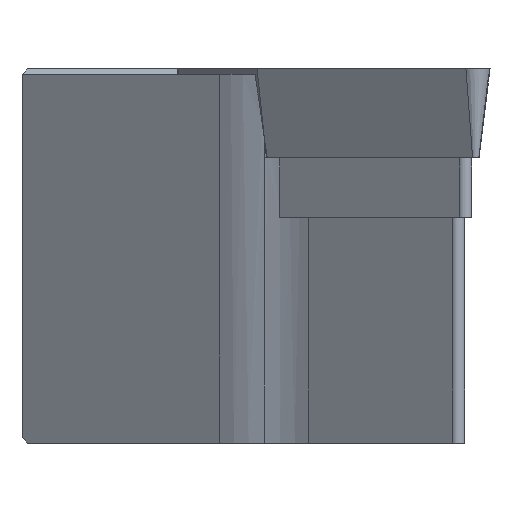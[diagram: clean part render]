
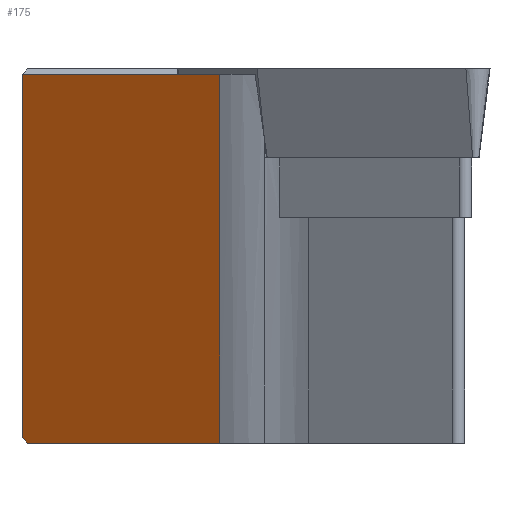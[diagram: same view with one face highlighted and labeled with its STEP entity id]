
A CAD part, left-side view. The second image highlights one B-rep face of the part: STEP entity #175.
In plain terms, the highlighted planar face has unit normal (-0.793, 0.609, 0).
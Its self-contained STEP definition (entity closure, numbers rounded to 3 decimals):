
#175=ADVANCED_FACE('',(#255),#211,.F.);
#211=PLANE('',#924);
#255=FACE_OUTER_BOUND('',#300,.T.);
#300=EDGE_LOOP('',(#482,#483,#484,#485,#486));
#482=ORIENTED_EDGE('',*,*,#676,.F.);
#483=ORIENTED_EDGE('',*,*,#648,.F.);
#484=ORIENTED_EDGE('',*,*,#651,.F.);
#485=ORIENTED_EDGE('',*,*,#645,.T.);
#486=ORIENTED_EDGE('',*,*,#633,.F.);
#557=VERTEX_POINT('',#1249);
#558=VERTEX_POINT('',#1251);
#565=VERTEX_POINT('',#1273);
#566=VERTEX_POINT('',#1277);
#568=VERTEX_POINT('',#1280);
#633=EDGE_CURVE('',#557,#558,#728,.T.);
#645=EDGE_CURVE('',#565,#558,#732,.T.);
#648=EDGE_CURVE('',#566,#568,#734,.T.);
#651=EDGE_CURVE('',#565,#566,#737,.T.);
#676=EDGE_CURVE('',#568,#557,#759,.T.);
#728=LINE('',#1250,#809);
#732=LINE('',#1272,#813);
#734=LINE('',#1279,#815);
#737=LINE('',#1285,#818);
#759=LINE('',#1333,#840);
#809=VECTOR('',#1015,1.);
#813=VECTOR('',#1041,1.);
#815=VECTOR('',#1047,1.);
#818=VECTOR('',#1052,1.);
#840=VECTOR('',#1094,1.);
#924=AXIS2_PLACEMENT_3D('',#1358,#1132,#1133);
#1015=DIRECTION('',(-0.609,-0.793,0.));
#1041=DIRECTION('',(0.,0.,1.));
#1047=DIRECTION('',(0.477,0.622,0.622));
#1052=DIRECTION('',(0.609,0.793,0.));
#1094=DIRECTION('',(0.,0.,1.));
#1132=DIRECTION('',(0.793,-0.609,0.));
#1133=DIRECTION('',(0.609,0.793,0.));
#1249=CARTESIAN_POINT('',(18.363,0.,-0.3));
#1250=CARTESIAN_POINT('',(10.252,-10.571,-0.3));
#1251=CARTESIAN_POINT('',(10.252,-10.571,-0.3));
#1272=CARTESIAN_POINT('',(10.252,-10.571,-40.));
#1273=CARTESIAN_POINT('',(10.252,-10.571,-20.));
#1277=CARTESIAN_POINT('',(18.133,-0.3,-20.));
#1279=CARTESIAN_POINT('',(7.368,-14.329,-34.029));
#1280=CARTESIAN_POINT('',(18.363,0.,-19.7));
#1285=CARTESIAN_POINT('',(10.252,-10.571,-20.));
#1333=CARTESIAN_POINT('',(18.363,0.,-40.));
#1358=CARTESIAN_POINT('',(10.252,-10.571,-40.));
